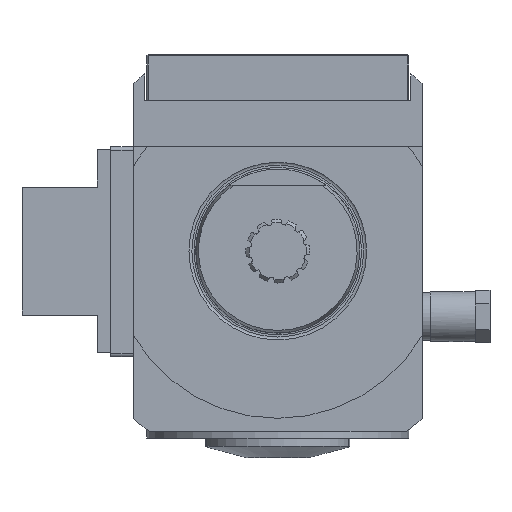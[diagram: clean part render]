
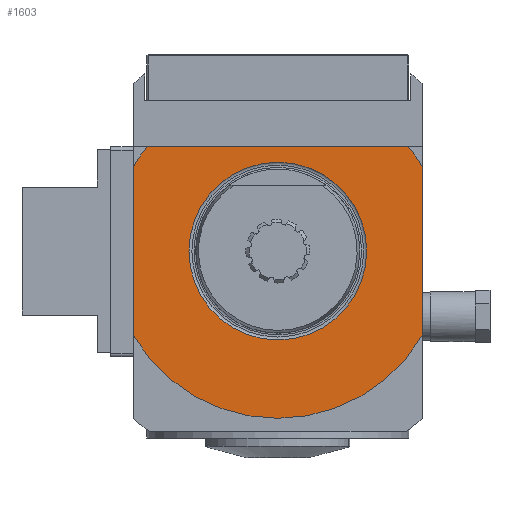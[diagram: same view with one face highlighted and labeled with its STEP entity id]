
A CAD part, front view. The second image highlights one B-rep face of the part: STEP entity #1603.
In plain terms, the highlighted planar face has unit normal (0, -1, 0).
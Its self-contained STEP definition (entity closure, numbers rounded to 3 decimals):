
#600 = CIRCLE ( 'NONE', #13809, 51. ) ;
#760 = VECTOR ( 'NONE', #12155, 1000. ) ;
#1102 = CARTESIAN_POINT ( 'NONE',  ( 0., -1., 0. ) ) ;
#1603 = ADVANCED_FACE ( 'Defeature completata1_333', ( #20716, #25801 ), #20875, .F. ) ;
#1770 = EDGE_CURVE ( 'NONE', #17867, #22792, #5217, .T. ) ;
#2028 = ORIENTED_EDGE ( 'NONE', *, *, #4621, .F. ) ;
#3292 = LINE ( 'NONE', #16226, #28552 ) ;
#3968 = CARTESIAN_POINT ( 'NONE',  ( 44., -1., 25.788 ) ) ;
#3987 = DIRECTION ( 'NONE',  ( 0., -1., 0. ) ) ;
#4431 = DIRECTION ( 'NONE',  ( 1., 0., 0. ) ) ;
#4470 = EDGE_CURVE ( 'NONE', #19116, #11790, #27532, .T. ) ;
#4621 = EDGE_CURVE ( 'NONE', #27372, #27372, #24056, .T. ) ;
#5184 = EDGE_CURVE ( 'NONE', #28375, #11790, #10258, .T. ) ;
#5217 = CIRCLE ( 'NONE', #14349, 51. ) ;
#5606 = ORIENTED_EDGE ( 'NONE', *, *, #17287, .F. ) ;
#5722 = CARTESIAN_POINT ( 'NONE',  ( 39.711, -1., 32. ) ) ;
#6488 = ORIENTED_EDGE ( 'NONE', *, *, #1770, .F. ) ;
#7143 = VECTOR ( 'NONE', #7512, 1000. ) ;
#7481 = DIRECTION ( 'NONE',  ( 0., 1., 0. ) ) ;
#7512 = DIRECTION ( 'NONE',  ( 0., 0., -1. ) ) ;
#9078 = CARTESIAN_POINT ( 'NONE',  ( -44., -1., -25.788 ) ) ;
#10258 = LINE ( 'NONE', #15303, #760 ) ;
#11330 = DIRECTION ( 'NONE',  ( 0., 1., 0. ) ) ;
#11790 = VERTEX_POINT ( 'NONE', #17138 ) ;
#12155 = DIRECTION ( 'NONE',  ( -1., 0., 0. ) ) ;
#12231 = DIRECTION ( 'NONE',  ( 1., 0., 0. ) ) ;
#12438 = DIRECTION ( 'NONE',  ( 1., 0., 0. ) ) ;
#13760 = EDGE_LOOP ( 'NONE', ( #2028 ) ) ;
#13809 = AXIS2_PLACEMENT_3D ( 'NONE', #14813, #17319, #12438 ) ;
#13902 = AXIS2_PLACEMENT_3D ( 'NONE', #28589, #7481, #12231 ) ;
#14349 = AXIS2_PLACEMENT_3D ( 'NONE', #20962, #11330, #20640 ) ;
#14638 = CARTESIAN_POINT ( 'NONE',  ( 44., -1., -25.788 ) ) ;
#14813 = CARTESIAN_POINT ( 'NONE',  ( 0., -1., 0. ) ) ;
#15303 = CARTESIAN_POINT ( 'NONE',  ( -27.15, -1., 32. ) ) ;
#16226 = CARTESIAN_POINT ( 'NONE',  ( 44., -1., 0. ) ) ;
#16531 = ORIENTED_EDGE ( 'NONE', *, *, #28564, .F. ) ;
#17138 = CARTESIAN_POINT ( 'NONE',  ( -39.711, -1., 32. ) ) ;
#17287 = EDGE_CURVE ( 'NONE', #28375, #21956, #600, .T. ) ;
#17319 = DIRECTION ( 'NONE',  ( 0., 1., 0. ) ) ;
#17867 = VERTEX_POINT ( 'NONE', #14638 ) ;
#19116 = VERTEX_POINT ( 'NONE', #25660 ) ;
#19452 = AXIS2_PLACEMENT_3D ( 'NONE', #1102, #3987, #25524 ) ;
#19544 = LINE ( 'NONE', #29233, #7143 ) ;
#19830 = EDGE_CURVE ( 'NONE', #19116, #22792, #19544, .T. ) ;
#20640 = DIRECTION ( 'NONE',  ( 1., 0., 0. ) ) ;
#20716 = FACE_OUTER_BOUND ( 'NONE', #30518, .T. ) ;
#20875 = PLANE ( 'NONE',  #27441 ) ;
#20962 = CARTESIAN_POINT ( 'NONE',  ( 0., -1., 0. ) ) ;
#21956 = VERTEX_POINT ( 'NONE', #3968 ) ;
#22563 = ORIENTED_EDGE ( 'NONE', *, *, #19830, .T. ) ;
#22792 = VERTEX_POINT ( 'NONE', #9078 ) ;
#23435 = DIRECTION ( 'NONE',  ( 0., 1., 0. ) ) ;
#24056 = CIRCLE ( 'NONE', #19452, 27.095 ) ;
#24692 = CARTESIAN_POINT ( 'NONE',  ( -27.095, -1., 0. ) ) ;
#25524 = DIRECTION ( 'NONE',  ( -1., 0., 0. ) ) ;
#25651 = CARTESIAN_POINT ( 'NONE',  ( -27.15, -1., 0. ) ) ;
#25660 = CARTESIAN_POINT ( 'NONE',  ( -44., -1., 25.788 ) ) ;
#25801 = FACE_BOUND ( 'NONE', #13760, .T. ) ;
#27372 = VERTEX_POINT ( 'NONE', #24692 ) ;
#27441 = AXIS2_PLACEMENT_3D ( 'NONE', #25651, #23435, #4431 ) ;
#27532 = CIRCLE ( 'NONE', #13902, 51. ) ;
#28128 = DIRECTION ( 'NONE',  ( 0., 0., -1. ) ) ;
#28233 = ORIENTED_EDGE ( 'NONE', *, *, #5184, .T. ) ;
#28375 = VERTEX_POINT ( 'NONE', #5722 ) ;
#28552 = VECTOR ( 'NONE', #28128, 1000. ) ;
#28564 = EDGE_CURVE ( 'NONE', #21956, #17867, #3292, .T. ) ;
#28589 = CARTESIAN_POINT ( 'NONE',  ( 0., -1., 0. ) ) ;
#28759 = ORIENTED_EDGE ( 'NONE', *, *, #4470, .F. ) ;
#29233 = CARTESIAN_POINT ( 'NONE',  ( -44., -1., 0. ) ) ;
#30518 = EDGE_LOOP ( 'NONE', ( #5606, #28233, #28759, #22563, #6488, #16531 ) ) ;
